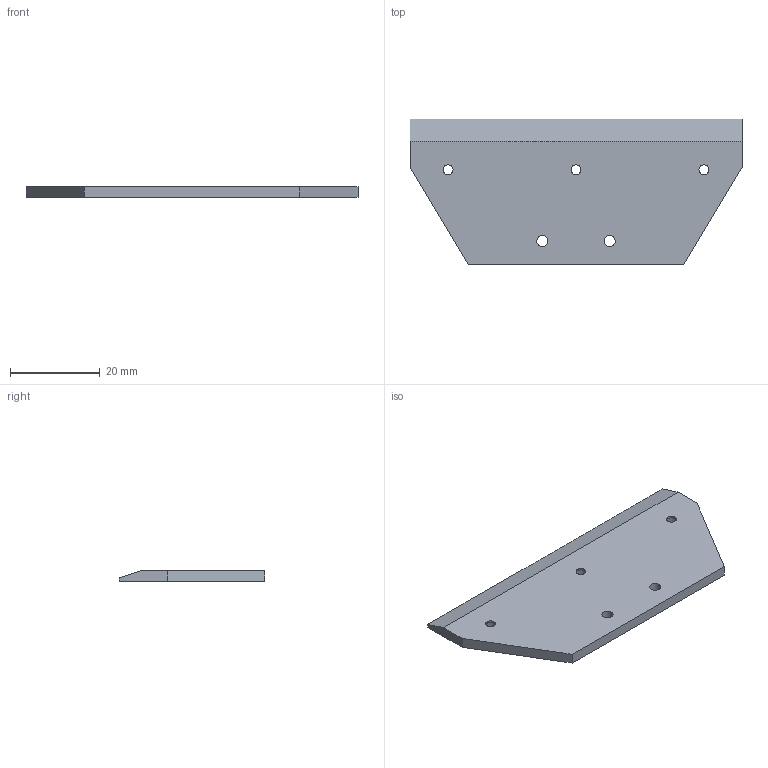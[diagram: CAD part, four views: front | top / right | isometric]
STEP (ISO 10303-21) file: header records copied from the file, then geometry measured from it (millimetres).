
FILE_DESCRIPTION (( 'STEP AP214' ), '1' );
FILE_NAME ('Îñíîâàíèå ëåçâèÿ.STEP', '2023-12-12T17:02:08', ( '' ), ( '' ), 'SwSTEP 2.0', 'SolidWorks 2022', '' );
FILE_SCHEMA (( 'AUTOMOTIVE_DESIGN' ));
Length unit declared in the file: millimetre
Products named in the file (1): Основание лезвия
Bounding box: 74 x 32.5 x 2.4 mm (x, y, z)
Volume: 4708.7 mm3; surface area: 4669.7 mm2
Topology: 1 solids, 1 shells, 31 faces, 75 edges, 46 vertices
Faces by surface type: cylinder 16, plane 9, cone 6
Entity records: 959 total; most frequent: DIRECTION 171, CARTESIAN_POINT 153, ORIENTED_EDGE 150, EDGE_CURVE 75, AXIS2_PLACEMENT_3D 64, VERTEX_POINT 46, LINE 43, VECTOR 43
